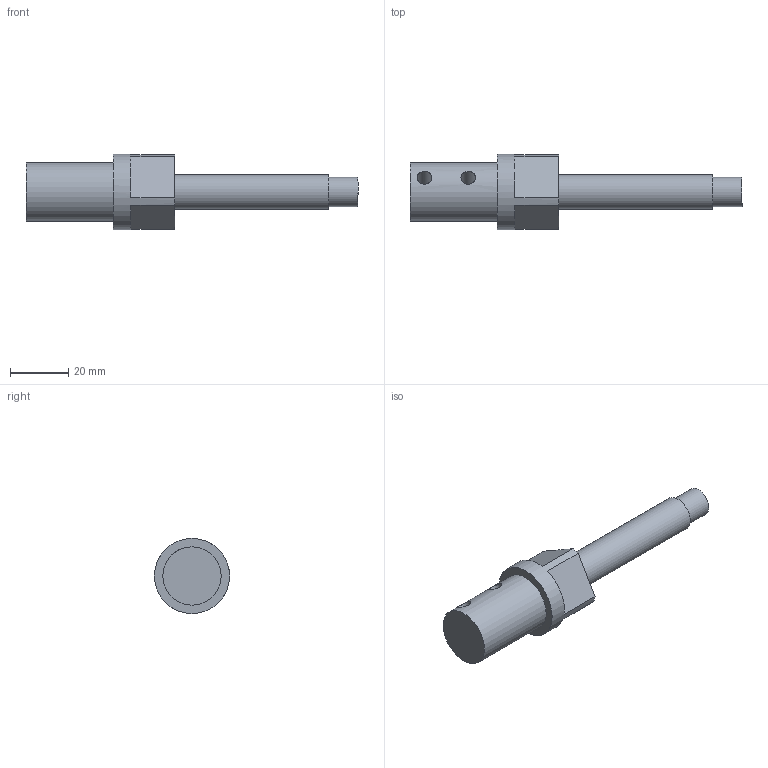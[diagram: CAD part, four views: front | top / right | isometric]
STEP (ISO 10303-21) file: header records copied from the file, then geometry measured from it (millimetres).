
FILE_DESCRIPTION(/* description */ (''),/* implementation_level */ '2;1');
FILE_NAME(/* name */ 'Axe 12mm, M10, 4 meplats.step',/* time_stamp */ '2020-04-18T20:38:00+02:00',/* author */ (''),/* organization */ (''),/* preprocessor_version */ 'ST-DEVELOPER v18',/* originating_system */ 'Autodesk Translation Framework v8.12.0.6',/* authorisation */ '');
FILE_SCHEMA (('AUTOMOTIVE_DESIGN { 1 0 10303 214 3 1 1 }'));
Length unit declared in the file: millimetre
Products named in the file (1): Axe 12mm, M10 (1) (1) (2) (1) (1) (1) (1) (1) (1) (1) (1) (3)
Bounding box: 114 x 25.8 x 25.8 mm (x, y, z)
Volume: 24718.3 mm3; surface area: 7274 mm2
Topology: 1 solids, 1 shells, 21 faces, 51 edges, 35 vertices
Faces by surface type: plane 13, cylinder 6, cone 2
Full cylindrical faces by diameter (mm): 5 x2, 10 x1, 12 x1, 20 x1, 25.8 x1
Entity records: 720 total; most frequent: CARTESIAN_POINT 174, DIRECTION 110, ORIENTED_EDGE 98, EDGE_CURVE 49, AXIS2_PLACEMENT_3D 43, VERTEX_POINT 35, EDGE_LOOP 26, LINE 24
